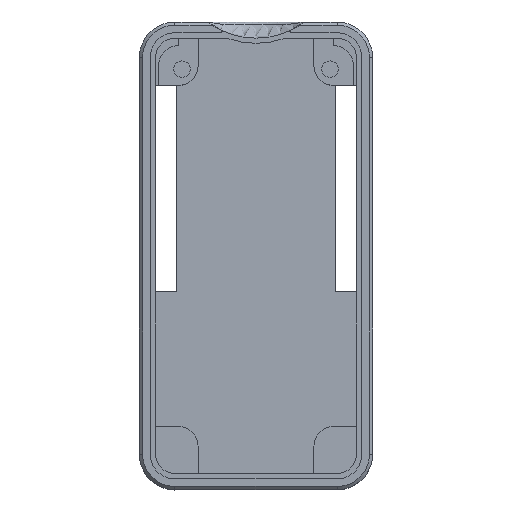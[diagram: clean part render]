
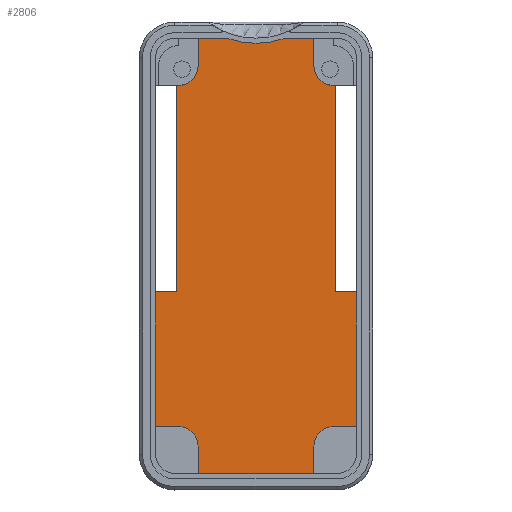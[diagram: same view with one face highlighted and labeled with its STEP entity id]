
A CAD part, top view. The second image highlights one B-rep face of the part: STEP entity #2806.
In plain terms, the highlighted planar face has unit normal (0, 0, 1).
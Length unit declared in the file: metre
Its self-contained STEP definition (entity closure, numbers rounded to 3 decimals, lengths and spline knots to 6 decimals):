
#141=CIRCLE('',#2979,0.003);
#142=CIRCLE('',#2980,0.003);
#143=CIRCLE('',#2981,0.003);
#144=CIRCLE('',#2982,0.003);
#213=ORIENTED_EDGE('',*,*,#1061,.F.);
#214=ORIENTED_EDGE('',*,*,#1062,.T.);
#215=ORIENTED_EDGE('',*,*,#1063,.T.);
#216=ORIENTED_EDGE('',*,*,#1064,.T.);
#217=ORIENTED_EDGE('',*,*,#1065,.T.);
#218=ORIENTED_EDGE('',*,*,#1066,.T.);
#219=ORIENTED_EDGE('',*,*,#1067,.F.);
#220=ORIENTED_EDGE('',*,*,#1068,.T.);
#221=ORIENTED_EDGE('',*,*,#1069,.F.);
#222=ORIENTED_EDGE('',*,*,#1070,.F.);
#223=ORIENTED_EDGE('',*,*,#1071,.F.);
#224=ORIENTED_EDGE('',*,*,#1072,.F.);
#225=ORIENTED_EDGE('',*,*,#1073,.T.);
#226=ORIENTED_EDGE('',*,*,#1074,.T.);
#227=ORIENTED_EDGE('',*,*,#1075,.T.);
#228=ORIENTED_EDGE('',*,*,#1076,.F.);
#229=ORIENTED_EDGE('',*,*,#1077,.T.);
#230=ORIENTED_EDGE('',*,*,#1078,.F.);
#231=ORIENTED_EDGE('',*,*,#1079,.F.);
#232=ORIENTED_EDGE('',*,*,#1080,.F.);
#233=ORIENTED_EDGE('',*,*,#1081,.F.);
#234=ORIENTED_EDGE('',*,*,#1082,.T.);
#235=ORIENTED_EDGE('',*,*,#1083,.F.);
#236=ORIENTED_EDGE('',*,*,#1084,.T.);
#1061=EDGE_CURVE('',#1485,#1486,#1766,.T.);
#1062=EDGE_CURVE('',#1485,#1487,#1767,.T.);
#1063=EDGE_CURVE('',#1487,#1488,#1768,.T.);
#1064=EDGE_CURVE('',#1488,#1489,#141,.F.);
#1065=EDGE_CURVE('',#1489,#1490,#1769,.T.);
#1066=EDGE_CURVE('',#1490,#1491,#1770,.T.);
#1067=EDGE_CURVE('',#1492,#1491,#1771,.T.);
#1068=EDGE_CURVE('',#1492,#1493,#142,.F.);
#1069=EDGE_CURVE('',#1494,#1493,#1772,.T.);
#1070=EDGE_CURVE('',#1495,#1494,#1773,.T.);
#1071=EDGE_CURVE('',#1496,#1495,#1774,.T.);
#1072=EDGE_CURVE('',#1497,#1496,#1775,.T.);
#1073=EDGE_CURVE('',#1497,#1498,#1776,.T.);
#1074=EDGE_CURVE('',#1498,#1499,#143,.F.);
#1075=EDGE_CURVE('',#1499,#1500,#1777,.T.);
#1076=EDGE_CURVE('',#1501,#1500,#1778,.T.);
#1077=EDGE_CURVE('',#1501,#1502,#1779,.T.);
#1078=EDGE_CURVE('',#1503,#1502,#1780,.T.);
#1079=EDGE_CURVE('',#1504,#1503,#1781,.T.);
#1080=EDGE_CURVE('',#1505,#1504,#1782,.T.);
#1081=EDGE_CURVE('',#1506,#1505,#1783,.T.);
#1082=EDGE_CURVE('',#1506,#1507,#144,.F.);
#1083=EDGE_CURVE('',#1508,#1507,#1784,.T.);
#1084=EDGE_CURVE('',#1508,#1486,#1785,.T.);
#1485=VERTEX_POINT('',#3941);
#1486=VERTEX_POINT('',#3942);
#1487=VERTEX_POINT('',#3944);
#1488=VERTEX_POINT('',#3946);
#1489=VERTEX_POINT('',#3948);
#1490=VERTEX_POINT('',#3950);
#1491=VERTEX_POINT('',#3952);
#1492=VERTEX_POINT('',#3954);
#1493=VERTEX_POINT('',#3956);
#1494=VERTEX_POINT('',#3958);
#1495=VERTEX_POINT('',#3960);
#1496=VERTEX_POINT('',#3962);
#1497=VERTEX_POINT('',#3964);
#1498=VERTEX_POINT('',#3966);
#1499=VERTEX_POINT('',#3968);
#1500=VERTEX_POINT('',#3970);
#1501=VERTEX_POINT('',#3972);
#1502=VERTEX_POINT('',#3974);
#1503=VERTEX_POINT('',#3976);
#1504=VERTEX_POINT('',#3978);
#1505=VERTEX_POINT('',#3980);
#1506=VERTEX_POINT('',#3982);
#1507=VERTEX_POINT('',#3984);
#1508=VERTEX_POINT('',#3986);
#1766=LINE('',#3940,#2058);
#1767=LINE('',#3943,#2059);
#1768=LINE('',#3945,#2060);
#1769=LINE('',#3949,#2061);
#1770=LINE('',#3951,#2062);
#1771=LINE('',#3953,#2063);
#1772=LINE('',#3957,#2064);
#1773=LINE('',#3959,#2065);
#1774=LINE('',#3961,#2066);
#1775=LINE('',#3963,#2067);
#1776=LINE('',#3965,#2068);
#1777=LINE('',#3969,#2069);
#1778=LINE('',#3971,#2070);
#1779=LINE('',#3973,#2071);
#1780=LINE('',#3975,#2072);
#1781=LINE('',#3977,#2073);
#1782=LINE('',#3979,#2074);
#1783=LINE('',#3981,#2075);
#1784=LINE('',#3985,#2076);
#1785=LINE('',#3987,#2077);
#2058=VECTOR('',#3204,1.);
#2059=VECTOR('',#3205,1.);
#2060=VECTOR('',#3206,1.);
#2061=VECTOR('',#3209,1.);
#2062=VECTOR('',#3210,1.);
#2063=VECTOR('',#3211,1.);
#2064=VECTOR('',#3214,1.);
#2065=VECTOR('',#3215,1.);
#2066=VECTOR('',#3216,1.);
#2067=VECTOR('',#3217,1.);
#2068=VECTOR('',#3218,1.);
#2069=VECTOR('',#3221,1.);
#2070=VECTOR('',#3222,1.);
#2071=VECTOR('',#3223,1.);
#2072=VECTOR('',#3224,1.);
#2073=VECTOR('',#3225,1.);
#2074=VECTOR('',#3226,1.);
#2075=VECTOR('',#3227,1.);
#2076=VECTOR('',#3230,1.);
#2077=VECTOR('',#3231,1.);
#2350=EDGE_LOOP('',(#213,#214,#215,#216,#217,#218,#219,#220,#221,#222,#223,
#224,#225,#226,#227,#228,#229,#230,#231,#232,#233,#234,#235,#236));
#2533=FACE_BOUND('',#2350,.T.);
#2716=PLANE('',#2978);
#2806=ADVANCED_FACE('',(#2533),#2716,.T.);
#2978=AXIS2_PLACEMENT_3D('',#3939,#3202,#3203);
#2979=AXIS2_PLACEMENT_3D('',#3947,#3207,#3208);
#2980=AXIS2_PLACEMENT_3D('',#3955,#3212,#3213);
#2981=AXIS2_PLACEMENT_3D('',#3967,#3219,#3220);
#2982=AXIS2_PLACEMENT_3D('',#3983,#3228,#3229);
#3202=DIRECTION('',(0.,0.,1.));
#3203=DIRECTION('',(1.,0.,0.));
#3204=DIRECTION('',(1.,0.,0.));
#3205=DIRECTION('',(0.,1.,0.));
#3206=DIRECTION('',(-1.,0.,0.));
#3207=DIRECTION('',(0.,0.,1.));
#3208=DIRECTION('',(1.,0.,0.));
#3209=DIRECTION('',(0.,1.,0.));
#3210=DIRECTION('',(-1.,0.,0.));
#3211=DIRECTION('',(0.,1.,0.));
#3212=DIRECTION('',(0.,0.,1.));
#3213=DIRECTION('',(1.,0.,0.));
#3214=DIRECTION('',(1.,0.,0.));
#3215=DIRECTION('',(0.,1.,0.));
#3216=DIRECTION('',(1.,0.,0.));
#3217=DIRECTION('',(0.,1.,0.));
#3218=DIRECTION('',(1.,0.,0.));
#3219=DIRECTION('',(0.,0.,1.));
#3220=DIRECTION('',(1.,0.,0.));
#3221=DIRECTION('',(0.,-1.,0.));
#3222=DIRECTION('',(-1.,0.,0.));
#3223=DIRECTION('',(0.,-1.,0.));
#3224=DIRECTION('',(-1.,0.,0.));
#3225=DIRECTION('',(0.,-1.,0.));
#3226=DIRECTION('',(-1.,0.,0.));
#3227=DIRECTION('',(0.,-1.,0.));
#3228=DIRECTION('',(0.,0.,1.));
#3229=DIRECTION('',(1.,0.,0.));
#3230=DIRECTION('',(-1.,0.,0.));
#3231=DIRECTION('',(0.,1.,0.));
#3939=CARTESIAN_POINT('',(-0.000001,-0.026868,-0.02002));
#3940=CARTESIAN_POINT('',(0.01397,-0.005433,-0.02002));
#3941=CARTESIAN_POINT('',(0.01234,-0.005433,-0.02002));
#3942=CARTESIAN_POINT('',(0.0156,-0.005433,-0.02002));
#3943=CARTESIAN_POINT('',(0.01234,0.010534,-0.02002));
#3944=CARTESIAN_POINT('',(0.01234,0.0265,-0.02002));
#3945=CARTESIAN_POINT('',(0.0123,0.0265,-0.02002));
#3946=CARTESIAN_POINT('',(0.012,0.0265,-0.02002));
#3947=CARTESIAN_POINT('',(0.012,0.0295,-0.02002));
#3948=CARTESIAN_POINT('',(0.009,0.0295,-0.02002));
#3949=CARTESIAN_POINT('',(0.009,0.030148,-0.02002));
#3950=CARTESIAN_POINT('',(0.009,0.033796,-0.02002));
#3951=CARTESIAN_POINT('',(0.,0.033796,-0.02002));
#3952=CARTESIAN_POINT('',(-0.009,0.033796,-0.02002));
#3953=CARTESIAN_POINT('',(-0.009,0.030148,-0.02002));
#3954=CARTESIAN_POINT('',(-0.009,0.0295,-0.02002));
#3955=CARTESIAN_POINT('',(-0.012,0.0295,-0.02002));
#3956=CARTESIAN_POINT('',(-0.012,0.0265,-0.02002));
#3957=CARTESIAN_POINT('',(-0.0123,0.0265,-0.02002));
#3958=CARTESIAN_POINT('',(-0.01234,0.0265,-0.02002));
#3959=CARTESIAN_POINT('',(-0.01234,0.010534,-0.02002));
#3960=CARTESIAN_POINT('',(-0.01234,-0.005433,-0.02002));
#3961=CARTESIAN_POINT('',(-0.01397,-0.005433,-0.02002));
#3962=CARTESIAN_POINT('',(-0.0156,-0.005433,-0.02002));
#3963=CARTESIAN_POINT('',(-0.0156,0.,-0.02002));
#3964=CARTESIAN_POINT('',(-0.0156,-0.0265,-0.02002));
#3965=CARTESIAN_POINT('',(-0.0123,-0.0265,-0.02002));
#3966=CARTESIAN_POINT('',(-0.012,-0.0265,-0.02002));
#3967=CARTESIAN_POINT('',(-0.012,-0.0295,-0.02002));
#3968=CARTESIAN_POINT('',(-0.009,-0.0295,-0.02002));
#3969=CARTESIAN_POINT('',(-0.009,-0.030148,-0.02002));
#3970=CARTESIAN_POINT('',(-0.009,-0.033796,-0.02002));
#3971=CARTESIAN_POINT('',(0.,-0.033796,-0.02002));
#3972=CARTESIAN_POINT('',(-0.008101,-0.033796,-0.02002));
#3973=CARTESIAN_POINT('',(-0.008101,0.036304,-0.02002));
#3974=CARTESIAN_POINT('',(-0.008101,-0.036301,-0.02002));
#3975=CARTESIAN_POINT('',(-0.000001,-0.036301,-0.02002));
#3976=CARTESIAN_POINT('',(0.008099,-0.036301,-0.02002));
#3977=CARTESIAN_POINT('',(0.008099,0.036304,-0.02002));
#3978=CARTESIAN_POINT('',(0.008099,-0.033796,-0.02002));
#3979=CARTESIAN_POINT('',(0.,-0.033796,-0.02002));
#3980=CARTESIAN_POINT('',(0.009,-0.033796,-0.02002));
#3981=CARTESIAN_POINT('',(0.009,-0.030148,-0.02002));
#3982=CARTESIAN_POINT('',(0.009,-0.0295,-0.02002));
#3983=CARTESIAN_POINT('',(0.012,-0.0295,-0.02002));
#3984=CARTESIAN_POINT('',(0.012,-0.0265,-0.02002));
#3985=CARTESIAN_POINT('',(0.0123,-0.0265,-0.02002));
#3986=CARTESIAN_POINT('',(0.0156,-0.0265,-0.02002));
#3987=CARTESIAN_POINT('',(0.0156,0.,-0.02002));
